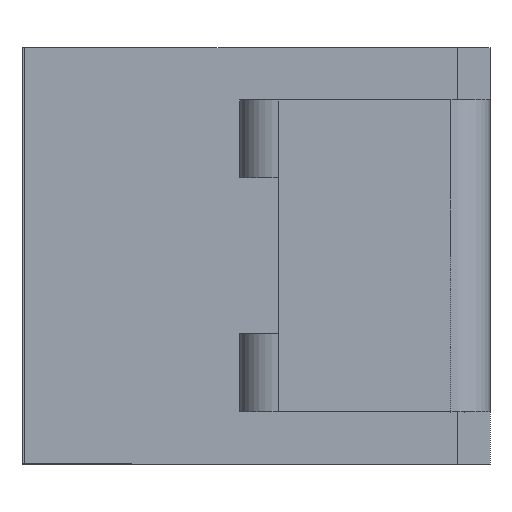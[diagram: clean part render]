
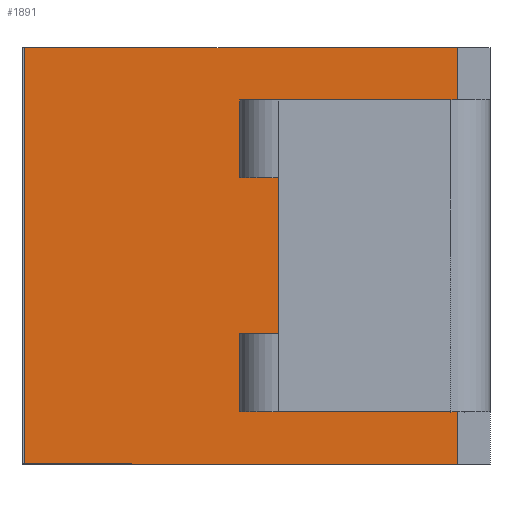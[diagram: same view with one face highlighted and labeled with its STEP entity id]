
A CAD part, left-side view. The second image highlights one B-rep face of the part: STEP entity #1891.
In plain terms, the highlighted planar face has unit normal (-1, 0, 0).
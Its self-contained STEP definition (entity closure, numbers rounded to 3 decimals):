
#2 = VERTEX_POINT ( 'NONE', #764 ) ;
#14 = AXIS2_PLACEMENT_3D ( 'NONE', #245, #1153, #1284 ) ;
#34 = LINE ( 'NONE', #40, #1271 ) ;
#40 = CARTESIAN_POINT ( 'NONE',  ( -1.425, 1.79, -0.8 ) ) ;
#72 = VERTEX_POINT ( 'NONE', #384 ) ;
#80 = VECTOR ( 'NONE', #655, 1000. ) ;
#109 = ORIENTED_EDGE ( 'NONE', *, *, #1739, .T. ) ;
#126 = PLANE ( 'NONE',  #14 ) ;
#240 = VERTEX_POINT ( 'NONE', #1494 ) ;
#245 = CARTESIAN_POINT ( 'NONE',  ( -1.425, 1.8, 0.8 ) ) ;
#257 = CARTESIAN_POINT ( 'NONE',  ( -1.425, 1.8, 0.8 ) ) ;
#324 = LINE ( 'NONE', #257, #1425 ) ;
#384 = CARTESIAN_POINT ( 'NONE',  ( -1.425, 1.79, 0.8 ) ) ;
#385 = EDGE_CURVE ( 'NONE', #1622, #240, #1069, .T. ) ;
#405 = DIRECTION ( 'NONE',  ( 0., -1., 0. ) ) ;
#556 = VECTOR ( 'NONE', #1250, 1000. ) ;
#655 = DIRECTION ( 'NONE',  ( 0., 0., 1. ) ) ;
#673 = EDGE_CURVE ( 'NONE', #72, #2, #324, .T. ) ;
#706 = EDGE_LOOP ( 'NONE', ( #792, #1648, #109, #1882 ) ) ;
#764 = CARTESIAN_POINT ( 'NONE',  ( -1.425, 0.125, 0.8 ) ) ;
#792 = ORIENTED_EDGE ( 'NONE', *, *, #943, .F. ) ;
#793 = CARTESIAN_POINT ( 'NONE',  ( -1.425, 1.79, -0.8 ) ) ;
#938 = DIRECTION ( 'NONE',  ( 0., 0., 1. ) ) ;
#943 = EDGE_CURVE ( 'NONE', #1622, #72, #34, .T. ) ;
#957 = CARTESIAN_POINT ( 'NONE',  ( -1.425, 1.8, -0.8 ) ) ;
#959 = CARTESIAN_POINT ( 'NONE',  ( -1.425, 0.125, -0.8 ) ) ;
#1069 = LINE ( 'NONE', #957, #556 ) ;
#1153 = DIRECTION ( 'NONE',  ( 1., 0., 0. ) ) ;
#1250 = DIRECTION ( 'NONE',  ( 0., -1., 0. ) ) ;
#1267 = FACE_OUTER_BOUND ( 'NONE', #706, .T. ) ;
#1271 = VECTOR ( 'NONE', #938, 1000. ) ;
#1284 = DIRECTION ( 'NONE',  ( 0., 0., -1. ) ) ;
#1313 = LINE ( 'NONE', #959, #80 ) ;
#1425 = VECTOR ( 'NONE', #405, 1000. ) ;
#1494 = CARTESIAN_POINT ( 'NONE',  ( -1.425, 0.125, -0.8 ) ) ;
#1622 = VERTEX_POINT ( 'NONE', #793 ) ;
#1648 = ORIENTED_EDGE ( 'NONE', *, *, #385, .T. ) ;
#1739 = EDGE_CURVE ( 'NONE', #240, #2, #1313, .T. ) ;
#1882 = ORIENTED_EDGE ( 'NONE', *, *, #673, .F. ) ;
#1891 = ADVANCED_FACE ( 'NONE', ( #1267 ), #126, .F. ) ;
